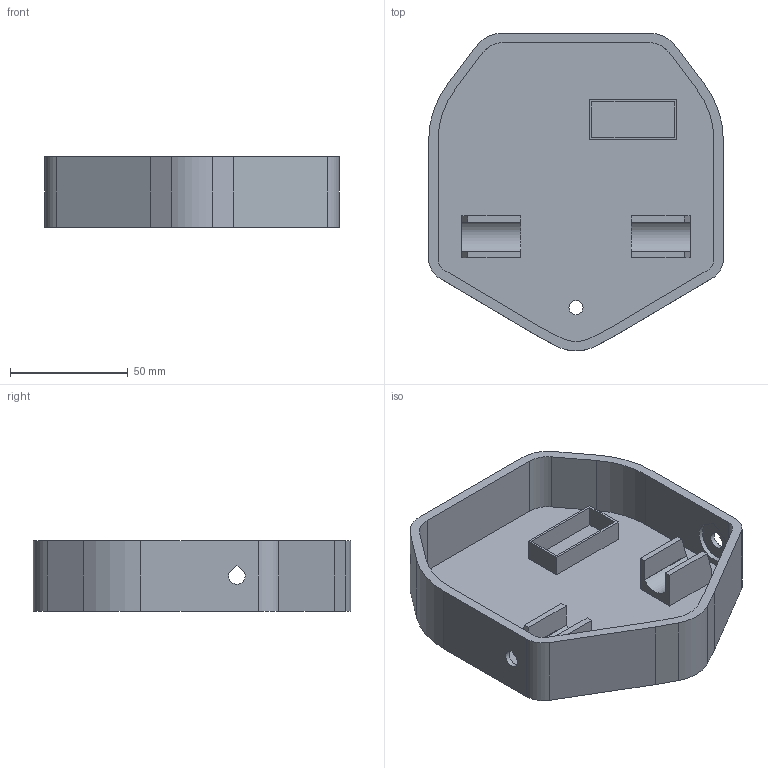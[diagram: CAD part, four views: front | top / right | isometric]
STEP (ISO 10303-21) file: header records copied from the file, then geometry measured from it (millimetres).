
FILE_DESCRIPTION(/* description */ (''),/* implementation_level */ '2;1');
FILE_NAME(/* name */ 'body v3.step',/* time_stamp */ '2022-09-14T22:45:56-06:00',/* author */ (''),/* organization */ (''),/* preprocessor_version */ 'ST-DEVELOPER v19',/* originating_system */ 'Autodesk Translation Framework v11.7.0.108',/* authorisation */ '');
FILE_SCHEMA (('AUTOMOTIVE_DESIGN { 1 0 10303 214 3 1 1 }'));
Length unit declared in the file: millimetre
Products named in the file (1): body
Bounding box: 125.15 x 134.9 x 30 mm (x, y, z)
Volume: 106422.7 mm3; surface area: 56941.7 mm2
Topology: 1 solids, 1 shells, 86 faces, 231 edges, 154 vertices
Faces by surface type: plane 65, cylinder 21
Full cylindrical faces by diameter (mm): 6 x1
Entity records: 2729 total; most frequent: CARTESIAN_POINT 472, ORIENTED_EDGE 462, DIRECTION 447, EDGE_CURVE 231, LINE 189, VECTOR 189, VERTEX_POINT 154, AXIS2_PLACEMENT_3D 129
